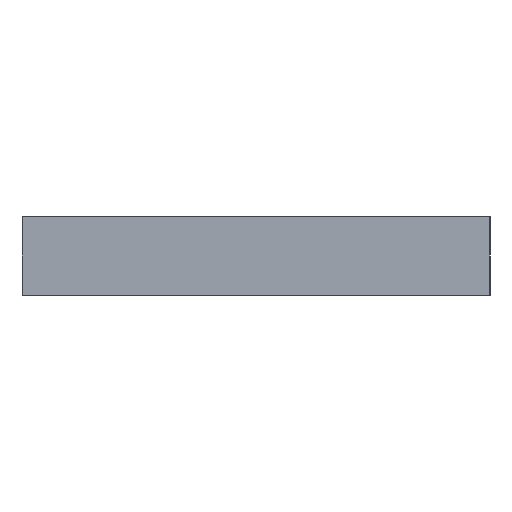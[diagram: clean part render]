
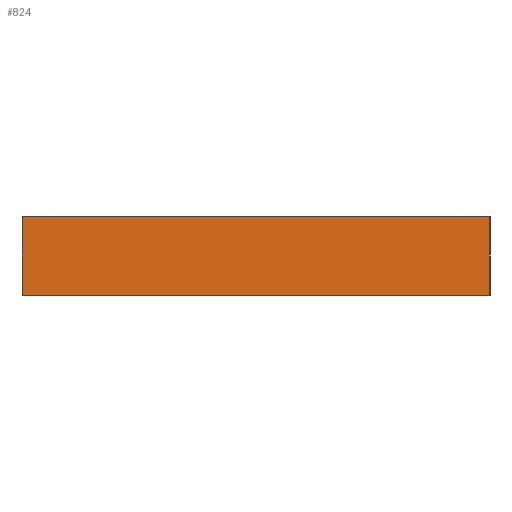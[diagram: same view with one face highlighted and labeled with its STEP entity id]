
A CAD part, left-side view. The second image highlights one B-rep face of the part: STEP entity #824.
In plain terms, the highlighted planar face has unit normal (-1, 0, 0).
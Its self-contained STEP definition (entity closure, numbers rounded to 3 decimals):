
#72 = PLANE('',#73);
#73 = AXIS2_PLACEMENT_3D('',#74,#75,#76);
#74 = CARTESIAN_POINT('',(41.937,4.002,0.));
#75 = DIRECTION('',(-0.,-0.,-1.));
#76 = DIRECTION('',(-1.,0.,0.));
#126 = PLANE('',#127);
#127 = AXIS2_PLACEMENT_3D('',#128,#129,#130);
#128 = CARTESIAN_POINT('',(41.937,4.002,3.2));
#129 = DIRECTION('',(-0.,-0.,-1.));
#130 = DIRECTION('',(-1.,0.,0.));
#399 = VERTEX_POINT('',#400);
#400 = CARTESIAN_POINT('',(-82.5,-9.5,0.));
#414 = PLANE('',#415);
#415 = AXIS2_PLACEMENT_3D('',#416,#417,#418);
#416 = CARTESIAN_POINT('',(-49.642,-9.5,0.));
#417 = DIRECTION('',(-0.,-1.,-0.));
#418 = DIRECTION('',(-1.,0.,-0.));
#426 = EDGE_CURVE('',#399,#427,#429,.T.);
#427 = VERTEX_POINT('',#428);
#428 = CARTESIAN_POINT('',(-82.5,9.5,0.));
#429 = SURFACE_CURVE('',#430,(#434,#441),.PCURVE_S1.);
#430 = LINE('',#431,#432);
#431 = CARTESIAN_POINT('',(-82.5,-9.5,0.));
#432 = VECTOR('',#433,1.);
#433 = DIRECTION('',(0.,1.,0.));
#434 = PCURVE('',#72,#435);
#435 = DEFINITIONAL_REPRESENTATION('',(#436),#440);
#436 = LINE('',#437,#438);
#437 = CARTESIAN_POINT('',(124.437,-13.502));
#438 = VECTOR('',#439,1.);
#439 = DIRECTION('',(0.,1.));
#440 = ( GEOMETRIC_REPRESENTATION_CONTEXT(2) 
PARAMETRIC_REPRESENTATION_CONTEXT() REPRESENTATION_CONTEXT('2D SPACE',''
  ) );
#441 = PCURVE('',#442,#447);
#442 = PLANE('',#443);
#443 = AXIS2_PLACEMENT_3D('',#444,#445,#446);
#444 = CARTESIAN_POINT('',(-82.5,9.5,0.));
#445 = DIRECTION('',(-1.,-0.,-0.));
#446 = DIRECTION('',(0.,1.,0.));
#447 = DEFINITIONAL_REPRESENTATION('',(#448),#452);
#448 = LINE('',#449,#450);
#449 = CARTESIAN_POINT('',(-19.,0.));
#450 = VECTOR('',#451,1.);
#451 = DIRECTION('',(1.,-0.));
#452 = ( GEOMETRIC_REPRESENTATION_CONTEXT(2) 
PARAMETRIC_REPRESENTATION_CONTEXT() REPRESENTATION_CONTEXT('2D SPACE',''
  ) );
#470 = PLANE('',#471);
#471 = AXIS2_PLACEMENT_3D('',#472,#473,#474);
#472 = CARTESIAN_POINT('',(-49.642,9.5,0.));
#473 = DIRECTION('',(-0.,1.,-0.));
#474 = DIRECTION('',(1.,0.,0.));
#703 = VERTEX_POINT('',#704);
#704 = CARTESIAN_POINT('',(-82.5,-9.5,3.2));
#725 = EDGE_CURVE('',#726,#703,#728,.T.);
#726 = VERTEX_POINT('',#727);
#727 = CARTESIAN_POINT('',(-82.5,9.5,3.2));
#728 = SURFACE_CURVE('',#729,(#733,#740),.PCURVE_S1.);
#729 = LINE('',#730,#731);
#730 = CARTESIAN_POINT('',(-82.5,9.5,3.2));
#731 = VECTOR('',#732,1.);
#732 = DIRECTION('',(0.,-1.,0.));
#733 = PCURVE('',#126,#734);
#734 = DEFINITIONAL_REPRESENTATION('',(#735),#739);
#735 = LINE('',#736,#737);
#736 = CARTESIAN_POINT('',(124.437,5.498));
#737 = VECTOR('',#738,1.);
#738 = DIRECTION('',(0.,-1.));
#739 = ( GEOMETRIC_REPRESENTATION_CONTEXT(2) 
PARAMETRIC_REPRESENTATION_CONTEXT() REPRESENTATION_CONTEXT('2D SPACE',''
  ) );
#740 = PCURVE('',#442,#741);
#741 = DEFINITIONAL_REPRESENTATION('',(#742),#746);
#742 = LINE('',#743,#744);
#743 = CARTESIAN_POINT('',(-0.,-3.2));
#744 = VECTOR('',#745,1.);
#745 = DIRECTION('',(-1.,0.));
#746 = ( GEOMETRIC_REPRESENTATION_CONTEXT(2) 
PARAMETRIC_REPRESENTATION_CONTEXT() REPRESENTATION_CONTEXT('2D SPACE',''
  ) );
#824 = ADVANCED_FACE('',(#825),#442,.T.);
#825 = FACE_BOUND('',#826,.F.);
#826 = EDGE_LOOP('',(#827,#848,#849,#870));
#827 = ORIENTED_EDGE('',*,*,#828,.T.);
#828 = EDGE_CURVE('',#427,#726,#829,.T.);
#829 = SURFACE_CURVE('',#830,(#834,#841),.PCURVE_S1.);
#830 = LINE('',#831,#832);
#831 = CARTESIAN_POINT('',(-82.5,9.5,0.));
#832 = VECTOR('',#833,1.);
#833 = DIRECTION('',(-0.,-0.,1.));
#834 = PCURVE('',#442,#835);
#835 = DEFINITIONAL_REPRESENTATION('',(#836),#840);
#836 = LINE('',#837,#838);
#837 = CARTESIAN_POINT('',(-0.,-0.));
#838 = VECTOR('',#839,1.);
#839 = DIRECTION('',(-0.,-1.));
#840 = ( GEOMETRIC_REPRESENTATION_CONTEXT(2) 
PARAMETRIC_REPRESENTATION_CONTEXT() REPRESENTATION_CONTEXT('2D SPACE',''
  ) );
#841 = PCURVE('',#470,#842);
#842 = DEFINITIONAL_REPRESENTATION('',(#843),#847);
#843 = LINE('',#844,#845);
#844 = CARTESIAN_POINT('',(-32.858,0.));
#845 = VECTOR('',#846,1.);
#846 = DIRECTION('',(-0.,-1.));
#847 = ( GEOMETRIC_REPRESENTATION_CONTEXT(2) 
PARAMETRIC_REPRESENTATION_CONTEXT() REPRESENTATION_CONTEXT('2D SPACE',''
  ) );
#848 = ORIENTED_EDGE('',*,*,#725,.T.);
#849 = ORIENTED_EDGE('',*,*,#850,.F.);
#850 = EDGE_CURVE('',#399,#703,#851,.T.);
#851 = SURFACE_CURVE('',#852,(#856,#863),.PCURVE_S1.);
#852 = LINE('',#853,#854);
#853 = CARTESIAN_POINT('',(-82.5,-9.5,0.));
#854 = VECTOR('',#855,1.);
#855 = DIRECTION('',(-0.,-0.,1.));
#856 = PCURVE('',#442,#857);
#857 = DEFINITIONAL_REPRESENTATION('',(#858),#862);
#858 = LINE('',#859,#860);
#859 = CARTESIAN_POINT('',(-19.,0.));
#860 = VECTOR('',#861,1.);
#861 = DIRECTION('',(-0.,-1.));
#862 = ( GEOMETRIC_REPRESENTATION_CONTEXT(2) 
PARAMETRIC_REPRESENTATION_CONTEXT() REPRESENTATION_CONTEXT('2D SPACE',''
  ) );
#863 = PCURVE('',#414,#864);
#864 = DEFINITIONAL_REPRESENTATION('',(#865),#869);
#865 = LINE('',#866,#867);
#866 = CARTESIAN_POINT('',(32.858,0.));
#867 = VECTOR('',#868,1.);
#868 = DIRECTION('',(0.,-1.));
#869 = ( GEOMETRIC_REPRESENTATION_CONTEXT(2) 
PARAMETRIC_REPRESENTATION_CONTEXT() REPRESENTATION_CONTEXT('2D SPACE',''
  ) );
#870 = ORIENTED_EDGE('',*,*,#426,.T.);
